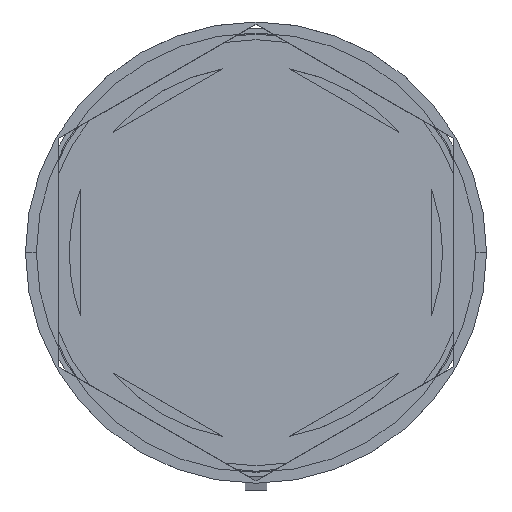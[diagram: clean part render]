
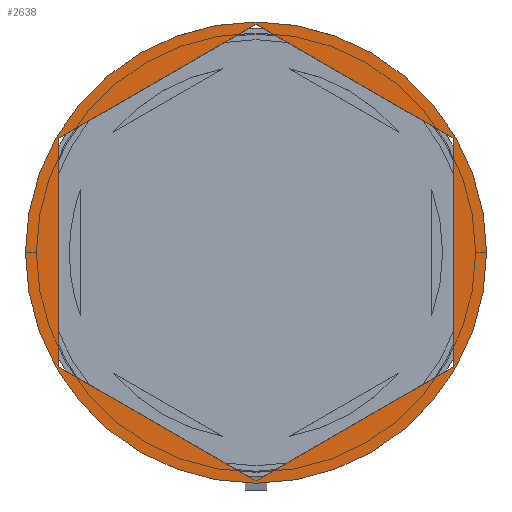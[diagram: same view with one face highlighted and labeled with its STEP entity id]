
A CAD part, top view. The second image highlights one B-rep face of the part: STEP entity #2638.
In plain terms, the highlighted planar face has unit normal (0, 0, 1).
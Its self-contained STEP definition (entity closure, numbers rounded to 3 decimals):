
#23 = VERTEX_POINT ( 'NONE', #310 ) ;
#49 = VECTOR ( 'NONE', #203, 1000. ) ;
#75 = AXIS2_PLACEMENT_3D ( 'NONE', #2254, #165, #953 ) ;
#165 = DIRECTION ( 'NONE',  ( 0., 0., 1. ) ) ;
#203 = DIRECTION ( 'NONE',  ( 0.866, 0.5, 0. ) ) ;
#218 = EDGE_CURVE ( 'NONE', #1092, #23, #460, .T. ) ;
#265 = VERTEX_POINT ( 'NONE', #1831 ) ;
#271 = DIRECTION ( 'NONE',  ( -0.866, -0.5, 0. ) ) ;
#310 = CARTESIAN_POINT ( 'NONE',  ( -10.5, 0., 0. ) ) ;
#364 = CARTESIAN_POINT ( 'NONE',  ( 9., -5.196, 0. ) ) ;
#378 = EDGE_CURVE ( 'NONE', #499, #2295, #2655, .T. ) ;
#417 = CARTESIAN_POINT ( 'NONE',  ( 0., -10.392, 0. ) ) ;
#460 = CIRCLE ( 'NONE', #75, 10.5 ) ;
#499 = VERTEX_POINT ( 'NONE', #1271 ) ;
#512 = ORIENTED_EDGE ( 'NONE', *, *, #835, .T. ) ;
#580 = ORIENTED_EDGE ( 'NONE', *, *, #378, .F. ) ;
#586 = CARTESIAN_POINT ( 'NONE',  ( -9., 5.196, 0. ) ) ;
#594 = VERTEX_POINT ( 'NONE', #1346 ) ;
#615 = ORIENTED_EDGE ( 'NONE', *, *, #1168, .F. ) ;
#630 = CARTESIAN_POINT ( 'NONE',  ( -9., -5.196, 0. ) ) ;
#677 = FACE_BOUND ( 'NONE', #2410, .T. ) ;
#718 = CARTESIAN_POINT ( 'NONE',  ( 9., -5.196, 0. ) ) ;
#769 = EDGE_CURVE ( 'NONE', #594, #832, #1592, .T. ) ;
#780 = EDGE_LOOP ( 'NONE', ( #2440, #512 ) ) ;
#832 = VERTEX_POINT ( 'NONE', #2377 ) ;
#835 = EDGE_CURVE ( 'NONE', #23, #1092, #1304, .T. ) ;
#894 = DIRECTION ( 'NONE',  ( 1., 0., 0. ) ) ;
#920 = EDGE_CURVE ( 'NONE', #2339, #265, #1231, .T. ) ;
#921 = VECTOR ( 'NONE', #1707, 1000. ) ;
#953 = DIRECTION ( 'NONE',  ( 1., 0., 0. ) ) ;
#1054 = LINE ( 'NONE', #630, #921 ) ;
#1084 = DIRECTION ( 'NONE',  ( 0., 0., 1. ) ) ;
#1092 = VERTEX_POINT ( 'NONE', #1884 ) ;
#1168 = EDGE_CURVE ( 'NONE', #832, #2339, #1301, .T. ) ;
#1231 = LINE ( 'NONE', #586, #1311 ) ;
#1236 = AXIS2_PLACEMENT_3D ( 'NONE', #2522, #1084, #894 ) ;
#1262 = ORIENTED_EDGE ( 'NONE', *, *, #920, .F. ) ;
#1271 = CARTESIAN_POINT ( 'NONE',  ( 0., -10.392, 0. ) ) ;
#1301 = LINE ( 'NONE', #2130, #2568 ) ;
#1304 = CIRCLE ( 'NONE', #2294, 10.5 ) ;
#1311 = VECTOR ( 'NONE', #1408, 1000. ) ;
#1331 = LINE ( 'NONE', #718, #1436 ) ;
#1346 = CARTESIAN_POINT ( 'NONE',  ( 9., 5.196, 0. ) ) ;
#1347 = DIRECTION ( 'NONE',  ( -0.866, 0.5, 0. ) ) ;
#1408 = DIRECTION ( 'NONE',  ( 0., -1., 0. ) ) ;
#1436 = VECTOR ( 'NONE', #1753, 1000. ) ;
#1479 = EDGE_CURVE ( 'NONE', #265, #499, #1054, .T. ) ;
#1592 = LINE ( 'NONE', #2011, #2514 ) ;
#1658 = ORIENTED_EDGE ( 'NONE', *, *, #1862, .F. ) ;
#1707 = DIRECTION ( 'NONE',  ( 0.866, -0.5, 0. ) ) ;
#1753 = DIRECTION ( 'NONE',  ( 0., 1., 0. ) ) ;
#1831 = CARTESIAN_POINT ( 'NONE',  ( -9., -5.196, 0. ) ) ;
#1862 = EDGE_CURVE ( 'NONE', #2295, #594, #1331, .T. ) ;
#1884 = CARTESIAN_POINT ( 'NONE',  ( 10.5, 0., 0. ) ) ;
#2011 = CARTESIAN_POINT ( 'NONE',  ( 9., 5.196, 0. ) ) ;
#2030 = ORIENTED_EDGE ( 'NONE', *, *, #769, .F. ) ;
#2130 = CARTESIAN_POINT ( 'NONE',  ( 0., 10.392, 0. ) ) ;
#2162 = ORIENTED_EDGE ( 'NONE', *, *, #1479, .F. ) ;
#2213 = DIRECTION ( 'NONE',  ( 0., 0., 1. ) ) ;
#2254 = CARTESIAN_POINT ( 'NONE',  ( 0., 0., 0. ) ) ;
#2294 = AXIS2_PLACEMENT_3D ( 'NONE', #2617, #2213, #2389 ) ;
#2295 = VERTEX_POINT ( 'NONE', #364 ) ;
#2318 = FACE_OUTER_BOUND ( 'NONE', #780, .T. ) ;
#2339 = VERTEX_POINT ( 'NONE', #2418 ) ;
#2377 = CARTESIAN_POINT ( 'NONE',  ( 0., 10.392, 0. ) ) ;
#2389 = DIRECTION ( 'NONE',  ( 1., 0., 0. ) ) ;
#2410 = EDGE_LOOP ( 'NONE', ( #2030, #1658, #580, #2162, #1262, #615 ) ) ;
#2418 = CARTESIAN_POINT ( 'NONE',  ( -9., 5.196, 0. ) ) ;
#2440 = ORIENTED_EDGE ( 'NONE', *, *, #218, .T. ) ;
#2514 = VECTOR ( 'NONE', #1347, 1000. ) ;
#2522 = CARTESIAN_POINT ( 'NONE',  ( 0., 0., 0. ) ) ;
#2551 = PLANE ( 'NONE',  #1236 ) ;
#2568 = VECTOR ( 'NONE', #271, 1000. ) ;
#2617 = CARTESIAN_POINT ( 'NONE',  ( 0., 0., 0. ) ) ;
#2638 = ADVANCED_FACE ( 'NONE', ( #677, #2318 ), #2551, .T. ) ;
#2655 = LINE ( 'NONE', #417, #49 ) ;
